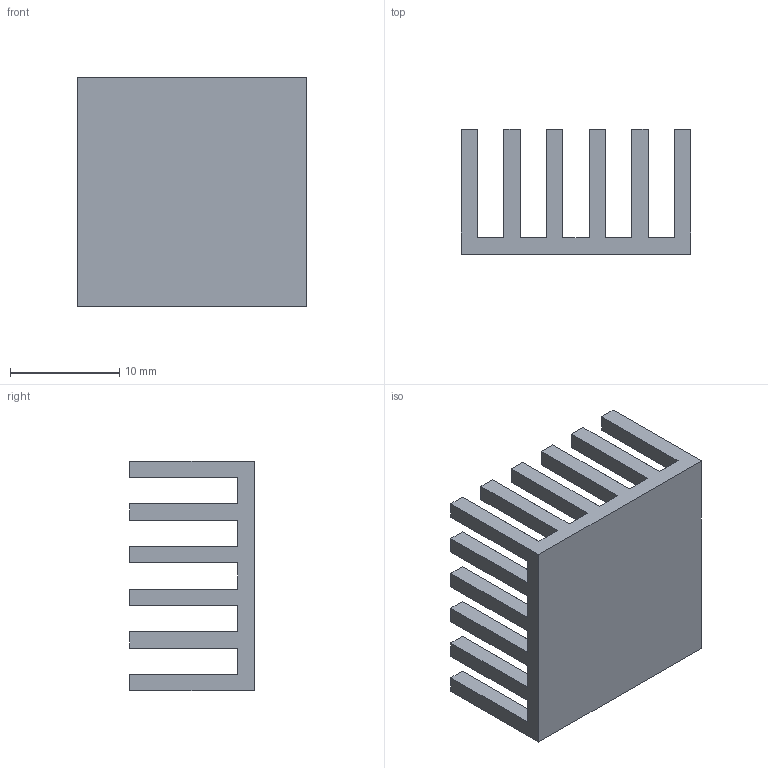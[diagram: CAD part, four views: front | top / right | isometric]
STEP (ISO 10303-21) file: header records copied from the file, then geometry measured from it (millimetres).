
FILE_DESCRIPTION(('FreeCAD Model'),'2;1');
FILE_NAME('wakefield_624-45ABT4E.step' ,'2020-11-05T15:32:47',('Author'),(''), 'Open CASCADE STEP processor 7.3','FreeCAD','Unknown');
FILE_SCHEMA(('AUTOMOTIVE_DESIGN { 1 0 10303 214 1 1 1 1 }'));
Length unit declared in the file: millimetre
Products named in the file (1): Pocket
Bounding box: 21 x 11.4 x 21 mm (x, y, z)
Volume: 1463.4 mm3; surface area: 3146.4 mm2
Topology: 1 solids, 1 shells, 246 faces, 532 edges, 288 vertices
Faces by surface type: plane 246
Entity records: 6298 total; most frequent: CARTESIAN_POINT 1067, ORIENTED_EDGE 1064, DIRECTION 1026, EDGE_CURVE 532, LINE 532, VECTOR 532, VERTEX_POINT 288, AXIS2_PLACEMENT_3D 247
